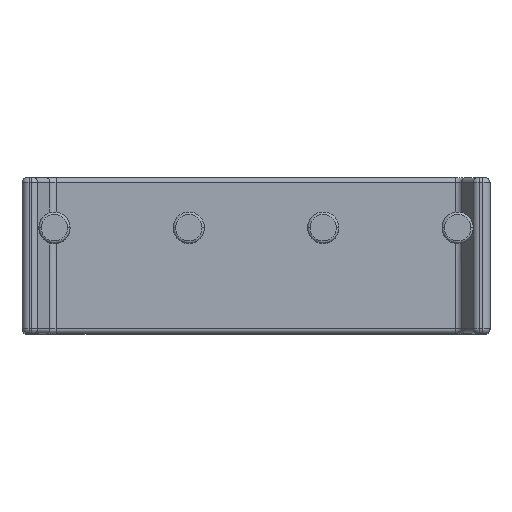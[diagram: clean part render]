
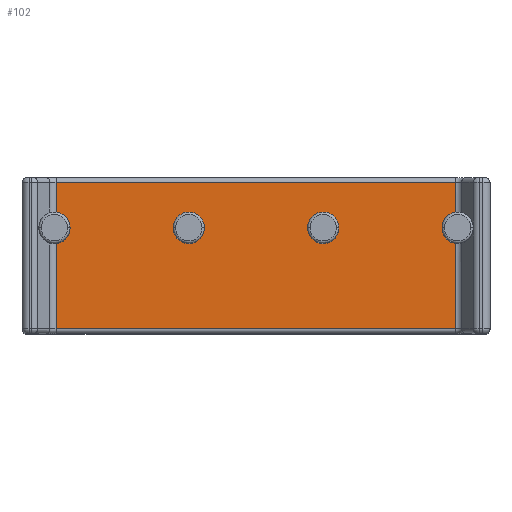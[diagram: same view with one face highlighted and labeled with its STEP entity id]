
A CAD part, top view. The second image highlights one B-rep face of the part: STEP entity #102.
In plain terms, the highlighted planar face has unit normal (0, 0, 1).
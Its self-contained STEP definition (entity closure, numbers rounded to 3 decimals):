
#5 = CARTESIAN_POINT ( 'NONE',  ( 8.309, 3.758, 7.076 ) ) ;
#102 = ADVANCED_FACE ( 'NONE', ( #5505, #16337, #12568 ), #2402, .F. ) ;
#492 = CARTESIAN_POINT ( 'NONE',  ( -3.449, 4.401, 7.076 ) ) ;
#539 = VERTEX_POINT ( 'NONE', #5 ) ;
#777 = ORIENTED_EDGE ( 'NONE', *, *, #5845, .F. ) ;
#1078 = ORIENTED_EDGE ( 'NONE', *, *, #9160, .T. ) ;
#1096 = CARTESIAN_POINT ( 'NONE',  ( -8.333, 6.5, 7.076 ) ) ;
#1232 = DIRECTION ( 'NONE',  ( -1., 0., 0. ) ) ;
#1466 = CARTESIAN_POINT ( 'NONE',  ( 8.309, 0.2, 7.076 ) ) ;
#1499 = VECTOR ( 'NONE', #9487, 1000. ) ;
#1609 = VERTEX_POINT ( 'NONE', #492 ) ;
#1992 = ORIENTED_EDGE ( 'NONE', *, *, #15199, .F. ) ;
#2271 = CARTESIAN_POINT ( 'NONE',  ( -2.149, 4.401, 7.076 ) ) ;
#2402 = PLANE ( 'NONE',  #12191 ) ;
#2476 = CARTESIAN_POINT ( 'NONE',  ( -8.399, 4.401, 7.076 ) ) ;
#2489 = DIRECTION ( 'NONE',  ( 0., 0., 1. ) ) ;
#2792 = EDGE_CURVE ( 'NONE', #8936, #6830, #3133, .T. ) ;
#2904 = ORIENTED_EDGE ( 'NONE', *, *, #9720, .F. ) ;
#3114 = AXIS2_PLACEMENT_3D ( 'NONE', #10903, #2489, #12330 ) ;
#3133 = LINE ( 'NONE', #16774, #17752 ) ;
#3162 = CARTESIAN_POINT ( 'NONE',  ( 8.309, 6.5, 7.076 ) ) ;
#3538 = VECTOR ( 'NONE', #9318, 1000. ) ;
#3552 = DIRECTION ( 'NONE',  ( 0., 0., 1. ) ) ;
#3662 = VERTEX_POINT ( 'NONE', #2271 ) ;
#3731 = DIRECTION ( 'NONE',  ( 0., 0., 1. ) ) ;
#3735 = ORIENTED_EDGE ( 'NONE', *, *, #18095, .F. ) ;
#3827 = EDGE_CURVE ( 'NONE', #6201, #15703, #14919, .T. ) ;
#3861 = DIRECTION ( 'NONE',  ( -1., 0., 0. ) ) ;
#3970 = VECTOR ( 'NONE', #4574, 1000. ) ;
#4079 = DIRECTION ( 'NONE',  ( 0., 0., 1. ) ) ;
#4158 = CARTESIAN_POINT ( 'NONE',  ( -8.333, 3.754, 7.076 ) ) ;
#4516 = CARTESIAN_POINT ( 'NONE',  ( -2.799, 4.401, 7.076 ) ) ;
#4574 = DIRECTION ( 'NONE',  ( 0., -1., 0. ) ) ;
#4581 = DIRECTION ( 'NONE',  ( 0., 0., 1. ) ) ;
#5331 = AXIS2_PLACEMENT_3D ( 'NONE', #14067, #5582, #15479 ) ;
#5440 = CARTESIAN_POINT ( 'NONE',  ( 8.309, 6.5, 7.076 ) ) ;
#5505 = FACE_OUTER_BOUND ( 'NONE', #9648, .T. ) ;
#5582 = DIRECTION ( 'NONE',  ( 0., 0., 1. ) ) ;
#5681 = ORIENTED_EDGE ( 'NONE', *, *, #18353, .F. ) ;
#5845 = EDGE_CURVE ( 'NONE', #539, #17348, #11472, .T. ) ;
#5927 = DIRECTION ( 'NONE',  ( -1., 0., 0. ) ) ;
#6099 = AXIS2_PLACEMENT_3D ( 'NONE', #11996, #3552, #13431 ) ;
#6201 = VERTEX_POINT ( 'NONE', #13905 ) ;
#6323 = CARTESIAN_POINT ( 'NONE',  ( -7.749, 4.401, 7.076 ) ) ;
#6429 = EDGE_CURVE ( 'NONE', #6830, #12028, #13041, .T. ) ;
#6523 = DIRECTION ( 'NONE',  ( 0., 0., -1. ) ) ;
#6587 = CARTESIAN_POINT ( 'NONE',  ( -8.333, 6.5, 7.076 ) ) ;
#6684 = CARTESIAN_POINT ( 'NONE',  ( 2.151, 4.401, 7.076 ) ) ;
#6830 = VERTEX_POINT ( 'NONE', #7625 ) ;
#7034 = EDGE_LOOP ( 'NONE', ( #3735, #1992 ) ) ;
#7063 = DIRECTION ( 'NONE',  ( 0., -1., 0. ) ) ;
#7210 = CIRCLE ( 'NONE', #8760, 0.65 ) ;
#7564 = CARTESIAN_POINT ( 'NONE',  ( -8.333, 0.2, 7.076 ) ) ;
#7625 = CARTESIAN_POINT ( 'NONE',  ( -8.333, 6.3, 7.076 ) ) ;
#7792 = CIRCLE ( 'NONE', #3114, 0.65 ) ;
#7796 = ORIENTED_EDGE ( 'NONE', *, *, #12815, .F. ) ;
#7867 = CARTESIAN_POINT ( 'NONE',  ( 8.309, 6.3, 7.076 ) ) ;
#8078 = CARTESIAN_POINT ( 'NONE',  ( 8.309, 0.2, 7.076 ) ) ;
#8318 = EDGE_CURVE ( 'NONE', #3662, #1609, #7210, .T. ) ;
#8590 = CIRCLE ( 'NONE', #5331, 0.65 ) ;
#8760 = AXIS2_PLACEMENT_3D ( 'NONE', #4516, #14417, #5927 ) ;
#8936 = VERTEX_POINT ( 'NONE', #7867 ) ;
#9160 = EDGE_CURVE ( 'NONE', #17729, #14948, #17131, .T. ) ;
#9239 = ORIENTED_EDGE ( 'NONE', *, *, #17145, .T. ) ;
#9318 = DIRECTION ( 'NONE',  ( 0., -1., 0. ) ) ;
#9473 = ORIENTED_EDGE ( 'NONE', *, *, #6429, .T. ) ;
#9487 = DIRECTION ( 'NONE',  ( 1., 0., 0. ) ) ;
#9648 = EDGE_LOOP ( 'NONE', ( #17963, #16737, #9473, #2904, #11825, #1078, #9239, #777, #5681, #13705 ) ) ;
#9720 = EDGE_CURVE ( 'NONE', #14973, #12028, #7792, .T. ) ;
#9721 = CIRCLE ( 'NONE', #14398, 0.65 ) ;
#9930 = LINE ( 'NONE', #5440, #13674 ) ;
#10903 = CARTESIAN_POINT ( 'NONE',  ( -8.399, 4.401, 7.076 ) ) ;
#11472 = LINE ( 'NONE', #3162, #3970 ) ;
#11825 = ORIENTED_EDGE ( 'NONE', *, *, #14040, .F. ) ;
#11996 = CARTESIAN_POINT ( 'NONE',  ( 8.401, 4.401, 7.076 ) ) ;
#12028 = VERTEX_POINT ( 'NONE', #18371 ) ;
#12183 = CARTESIAN_POINT ( 'NONE',  ( 8.401, 4.401, 7.076 ) ) ;
#12191 = AXIS2_PLACEMENT_3D ( 'NONE', #6587, #6523, #14993 ) ;
#12240 = AXIS2_PLACEMENT_3D ( 'NONE', #2476, #12315, #3861 ) ;
#12315 = DIRECTION ( 'NONE',  ( 0., 0., 1. ) ) ;
#12330 = DIRECTION ( 'NONE',  ( -1., 0., 0. ) ) ;
#12517 = CARTESIAN_POINT ( 'NONE',  ( 2.801, 4.401, 7.076 ) ) ;
#12568 = FACE_BOUND ( 'NONE', #7034, .T. ) ;
#12645 = ORIENTED_EDGE ( 'NONE', *, *, #8318, .F. ) ;
#12749 = LINE ( 'NONE', #8078, #1499 ) ;
#12813 = EDGE_LOOP ( 'NONE', ( #7796, #12645 ) ) ;
#12815 = EDGE_CURVE ( 'NONE', #1609, #3662, #9721, .T. ) ;
#12886 = AXIS2_PLACEMENT_3D ( 'NONE', #12183, #3731, #13627 ) ;
#13027 = CARTESIAN_POINT ( 'NONE',  ( -2.799, 4.401, 7.076 ) ) ;
#13041 = LINE ( 'NONE', #1096, #3538 ) ;
#13431 = DIRECTION ( 'NONE',  ( -1., 0., 0. ) ) ;
#13627 = DIRECTION ( 'NONE',  ( -1., 0., 0. ) ) ;
#13674 = VECTOR ( 'NONE', #13740, 1000. ) ;
#13705 = ORIENTED_EDGE ( 'NONE', *, *, #3827, .F. ) ;
#13740 = DIRECTION ( 'NONE',  ( 0., -1., 0. ) ) ;
#13905 = CARTESIAN_POINT ( 'NONE',  ( 8.309, 5.044, 7.076 ) ) ;
#13986 = DIRECTION ( 'NONE',  ( -1., 0., 0. ) ) ;
#14040 = EDGE_CURVE ( 'NONE', #17729, #14973, #16762, .T. ) ;
#14067 = CARTESIAN_POINT ( 'NONE',  ( 2.801, 4.401, 7.076 ) ) ;
#14398 = AXIS2_PLACEMENT_3D ( 'NONE', #13027, #4581, #14464 ) ;
#14417 = DIRECTION ( 'NONE',  ( 0., 0., 1. ) ) ;
#14464 = DIRECTION ( 'NONE',  ( -1., 0., 0. ) ) ;
#14576 = CIRCLE ( 'NONE', #6099, 0.65 ) ;
#14592 = CIRCLE ( 'NONE', #16282, 0.65 ) ;
#14830 = VERTEX_POINT ( 'NONE', #6684 ) ;
#14846 = EDGE_CURVE ( 'NONE', #8936, #6201, #9930, .T. ) ;
#14919 = CIRCLE ( 'NONE', #12886, 0.65 ) ;
#14948 = VERTEX_POINT ( 'NONE', #7564 ) ;
#14973 = VERTEX_POINT ( 'NONE', #6323 ) ;
#14993 = DIRECTION ( 'NONE',  ( -1., 0., 0. ) ) ;
#15199 = EDGE_CURVE ( 'NONE', #15421, #14830, #8590, .T. ) ;
#15421 = VERTEX_POINT ( 'NONE', #15735 ) ;
#15479 = DIRECTION ( 'NONE',  ( -1., 0., 0. ) ) ;
#15703 = VERTEX_POINT ( 'NONE', #16841 ) ;
#15735 = CARTESIAN_POINT ( 'NONE',  ( 3.451, 4.401, 7.076 ) ) ;
#16199 = VECTOR ( 'NONE', #7063, 1000. ) ;
#16282 = AXIS2_PLACEMENT_3D ( 'NONE', #12517, #4079, #13986 ) ;
#16337 = FACE_BOUND ( 'NONE', #12813, .T. ) ;
#16737 = ORIENTED_EDGE ( 'NONE', *, *, #2792, .T. ) ;
#16762 = CIRCLE ( 'NONE', #12240, 0.65 ) ;
#16774 = CARTESIAN_POINT ( 'NONE',  ( -8.333, 6.3, 7.076 ) ) ;
#16841 = CARTESIAN_POINT ( 'NONE',  ( 7.751, 4.401, 7.076 ) ) ;
#16991 = CARTESIAN_POINT ( 'NONE',  ( -8.333, 6.5, 7.076 ) ) ;
#17131 = LINE ( 'NONE', #16991, #16199 ) ;
#17145 = EDGE_CURVE ( 'NONE', #14948, #17348, #12749, .T. ) ;
#17348 = VERTEX_POINT ( 'NONE', #1466 ) ;
#17729 = VERTEX_POINT ( 'NONE', #4158 ) ;
#17752 = VECTOR ( 'NONE', #1232, 1000. ) ;
#17963 = ORIENTED_EDGE ( 'NONE', *, *, #14846, .F. ) ;
#18095 = EDGE_CURVE ( 'NONE', #14830, #15421, #14592, .T. ) ;
#18353 = EDGE_CURVE ( 'NONE', #15703, #539, #14576, .T. ) ;
#18371 = CARTESIAN_POINT ( 'NONE',  ( -8.333, 5.048, 7.076 ) ) ;
